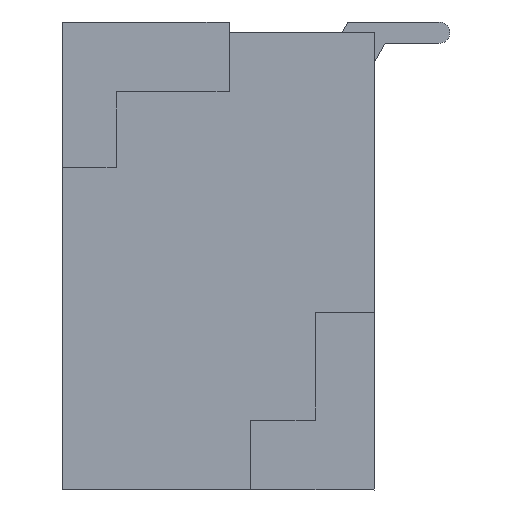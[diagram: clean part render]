
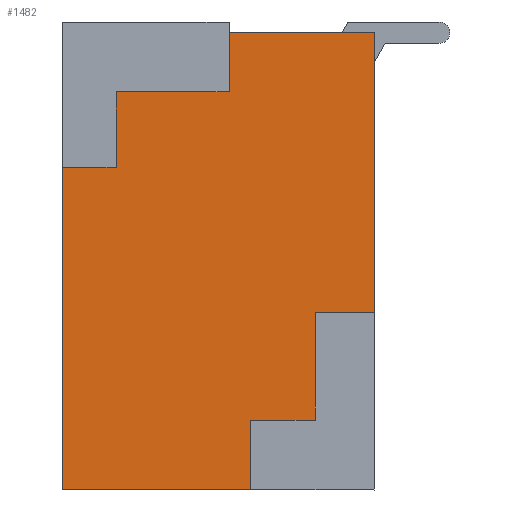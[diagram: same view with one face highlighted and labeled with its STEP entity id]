
A CAD part, left-side view. The second image highlights one B-rep face of the part: STEP entity #1482.
In plain terms, the highlighted planar face has unit normal (-1, 0, 0).
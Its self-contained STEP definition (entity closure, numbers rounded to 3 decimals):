
#183 = VERTEX_POINT('',#184);
#184 = CARTESIAN_POINT('',(-5.,1.35,3.7));
#190 = EDGE_CURVE('',#183,#191,#193,.T.);
#191 = VERTEX_POINT('',#192);
#192 = CARTESIAN_POINT('',(-5.,1.35,4.25));
#193 = LINE('',#194,#195);
#194 = CARTESIAN_POINT('',(-5.,1.35,3.7));
#195 = VECTOR('',#196,1.);
#196 = DIRECTION('',(-0.,-0.,1.));
#221 = VERTEX_POINT('',#222);
#222 = CARTESIAN_POINT('',(-5.,2.4,3.7));
#228 = EDGE_CURVE('',#221,#183,#229,.T.);
#229 = LINE('',#230,#231);
#230 = CARTESIAN_POINT('',(-5.,2.9,3.7));
#231 = VECTOR('',#232,1.);
#232 = DIRECTION('',(0.,-1.,0.));
#252 = VERTEX_POINT('',#253);
#253 = CARTESIAN_POINT('',(-5.,2.4,3.));
#259 = EDGE_CURVE('',#252,#221,#260,.T.);
#260 = LINE('',#261,#262);
#261 = CARTESIAN_POINT('',(-5.,2.4,3.));
#262 = VECTOR('',#263,1.);
#263 = DIRECTION('',(-0.,-0.,1.));
#283 = VERTEX_POINT('',#284);
#284 = CARTESIAN_POINT('',(-5.,2.9,3.));
#290 = EDGE_CURVE('',#283,#252,#291,.T.);
#291 = LINE('',#292,#293);
#292 = CARTESIAN_POINT('',(-5.,2.9,3.));
#293 = VECTOR('',#294,1.);
#294 = DIRECTION('',(0.,-1.,0.));
#1425 = VERTEX_POINT('',#1426);
#1426 = CARTESIAN_POINT('',(-5.,1.15,0.));
#1432 = EDGE_CURVE('',#1433,#1425,#1435,.T.);
#1433 = VERTEX_POINT('',#1434);
#1434 = CARTESIAN_POINT('',(-5.,2.9,0.));
#1435 = LINE('',#1436,#1437);
#1436 = CARTESIAN_POINT('',(-5.,0.,0.));
#1437 = VECTOR('',#1438,1.);
#1438 = DIRECTION('',(-0.,-1.,-0.));
#1482 = ADVANCED_FACE('',(#1483),#1542,.F.);
#1483 = FACE_BOUND('',#1484,.T.);
#1484 = EDGE_LOOP('',(#1485,#1493,#1501,#1509,#1517,#1525,#1531,#1532,
    #1533,#1534,#1535,#1541));
#1485 = ORIENTED_EDGE('',*,*,#1486,.T.);
#1486 = EDGE_CURVE('',#1425,#1487,#1489,.T.);
#1487 = VERTEX_POINT('',#1488);
#1488 = CARTESIAN_POINT('',(-5.,1.15,0.65));
#1489 = LINE('',#1490,#1491);
#1490 = CARTESIAN_POINT('',(-5.,1.15,0.65));
#1491 = VECTOR('',#1492,1.);
#1492 = DIRECTION('',(0.,0.,1.));
#1493 = ORIENTED_EDGE('',*,*,#1494,.T.);
#1494 = EDGE_CURVE('',#1487,#1495,#1497,.T.);
#1495 = VERTEX_POINT('',#1496);
#1496 = CARTESIAN_POINT('',(-5.,0.55,0.65));
#1497 = LINE('',#1498,#1499);
#1498 = CARTESIAN_POINT('',(-5.,0.55,0.65));
#1499 = VECTOR('',#1500,1.);
#1500 = DIRECTION('',(0.,-1.,0.));
#1501 = ORIENTED_EDGE('',*,*,#1502,.T.);
#1502 = EDGE_CURVE('',#1495,#1503,#1505,.T.);
#1503 = VERTEX_POINT('',#1504);
#1504 = CARTESIAN_POINT('',(-5.,0.55,1.65));
#1505 = LINE('',#1506,#1507);
#1506 = CARTESIAN_POINT('',(-5.,0.55,1.65));
#1507 = VECTOR('',#1508,1.);
#1508 = DIRECTION('',(0.,0.,1.));
#1509 = ORIENTED_EDGE('',*,*,#1510,.T.);
#1510 = EDGE_CURVE('',#1503,#1511,#1513,.T.);
#1511 = VERTEX_POINT('',#1512);
#1512 = CARTESIAN_POINT('',(-5.,0.,1.65));
#1513 = LINE('',#1514,#1515);
#1514 = CARTESIAN_POINT('',(-5.,0.,1.65));
#1515 = VECTOR('',#1516,1.);
#1516 = DIRECTION('',(0.,-1.,0.));
#1517 = ORIENTED_EDGE('',*,*,#1518,.F.);
#1518 = EDGE_CURVE('',#1519,#1511,#1521,.T.);
#1519 = VERTEX_POINT('',#1520);
#1520 = CARTESIAN_POINT('',(-5.,0.,4.25));
#1521 = LINE('',#1522,#1523);
#1522 = CARTESIAN_POINT('',(-5.,0.,4.25));
#1523 = VECTOR('',#1524,1.);
#1524 = DIRECTION('',(-0.,-0.,-1.));
#1525 = ORIENTED_EDGE('',*,*,#1526,.F.);
#1526 = EDGE_CURVE('',#191,#1519,#1527,.T.);
#1527 = LINE('',#1528,#1529);
#1528 = CARTESIAN_POINT('',(-5.,0.,4.25));
#1529 = VECTOR('',#1530,1.);
#1530 = DIRECTION('',(-0.,-1.,-0.));
#1531 = ORIENTED_EDGE('',*,*,#190,.F.);
#1532 = ORIENTED_EDGE('',*,*,#228,.F.);
#1533 = ORIENTED_EDGE('',*,*,#259,.F.);
#1534 = ORIENTED_EDGE('',*,*,#290,.F.);
#1535 = ORIENTED_EDGE('',*,*,#1536,.T.);
#1536 = EDGE_CURVE('',#283,#1433,#1537,.T.);
#1537 = LINE('',#1538,#1539);
#1538 = CARTESIAN_POINT('',(-5.,2.9,4.25));
#1539 = VECTOR('',#1540,1.);
#1540 = DIRECTION('',(-0.,-0.,-1.));
#1541 = ORIENTED_EDGE('',*,*,#1432,.T.);
#1542 = PLANE('',#1543);
#1543 = AXIS2_PLACEMENT_3D('',#1544,#1545,#1546);
#1544 = CARTESIAN_POINT('',(-5.,0.,4.25));
#1545 = DIRECTION('',(1.,0.,0.));
#1546 = DIRECTION('',(0.,0.,-1.));
